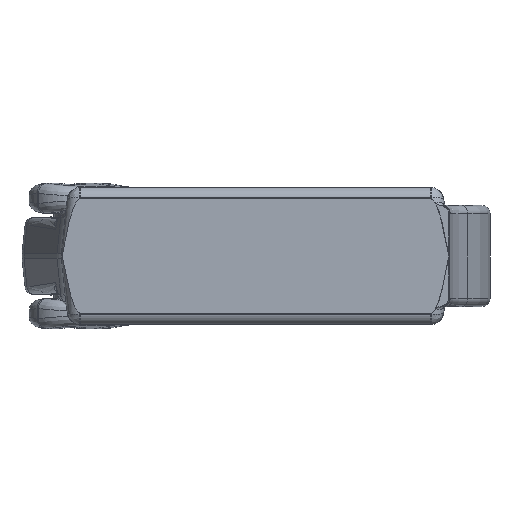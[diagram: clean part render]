
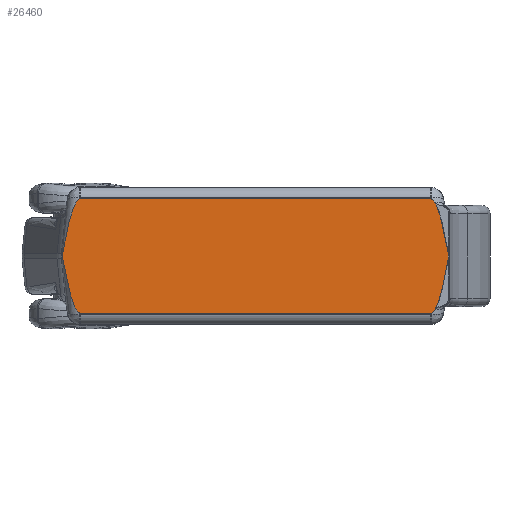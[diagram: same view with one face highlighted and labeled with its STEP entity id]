
A CAD part, front view. The second image highlights one B-rep face of the part: STEP entity #26460.
In plain terms, the highlighted planar face has unit normal (0, -1, 0).
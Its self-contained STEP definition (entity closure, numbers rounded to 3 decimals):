
#789 = VERTEX_POINT ( 'NONE', #24885 ) ;
#1891 = CARTESIAN_POINT ( 'NONE',  ( 47.709, 0.65, -0.656 ) ) ;
#1919 = PLANE ( 'NONE',  #41776 ) ;
#1979 = VECTOR ( 'NONE', #3042, 1000. ) ;
#1988 = EDGE_CURVE ( 'NONE', #23746, #34242, #4625, .T. ) ;
#2032 = CARTESIAN_POINT ( 'NONE',  ( -47.709, 0.65, -0.656 ) ) ;
#3042 = DIRECTION ( 'NONE',  ( 0., 0., 1. ) ) ;
#3312 = CARTESIAN_POINT ( 'NONE',  ( -47.709, 0.65, -0.656 ) ) ;
#3746 = CARTESIAN_POINT ( 'NONE',  ( 47.709, 0.65, -0.656 ) ) ;
#3937 = VECTOR ( 'NONE', #33446, 1000. ) ;
#3975 = ORIENTED_EDGE ( 'NONE', *, *, #29371, .T. ) ;
#4435 = CARTESIAN_POINT ( 'NONE',  ( -43.354, 0.65, -14.163 ) ) ;
#4625 = LINE ( 'NONE', #27026, #18293 ) ;
#4646 = ORIENTED_EDGE ( 'NONE', *, *, #28336, .T. ) ;
#4688 = CARTESIAN_POINT ( 'NONE',  ( -47.709, 0.65, 0.656 ) ) ;
#4936 = CARTESIAN_POINT ( 'NONE',  ( 47.709, 0.65, -0.341 ) ) ;
#5628 = CARTESIAN_POINT ( 'NONE',  ( -46.284, 0.65, -9.135 ) ) ;
#5823 = LINE ( 'NONE', #15738, #1979 ) ;
#6878 = EDGE_LOOP ( 'NONE', ( #19899, #4646, #18697, #34958, #3975, #12359, #13298, #21626, #33425 ) ) ;
#7688 = CARTESIAN_POINT ( 'NONE',  ( -43.354, 0.65, 14.163 ) ) ;
#7885 = VERTEX_POINT ( 'NONE', #26508 ) ;
#8028 = CARTESIAN_POINT ( 'NONE',  ( 46.284, 0.65, -9.135 ) ) ;
#8141 =( BOUNDED_CURVE ( )  B_SPLINE_CURVE ( 3, ( #30623, #24491, #8028, #1891 ),
 .UNSPECIFIED., .F., .F. ) 
 B_SPLINE_CURVE_WITH_KNOTS ( ( 4, 4 ),
 ( 0.015, 1.15 ),
 .UNSPECIFIED. ) 
 CURVE ( )  GEOMETRIC_REPRESENTATION_ITEM ( )  RATIONAL_B_SPLINE_CURVE ( ( 1., 0.895, 0.895, 1. ) ) 
 REPRESENTATION_ITEM ( '' )  );
#8588 = CARTESIAN_POINT ( 'NONE',  ( -43.354, 0.65, -14.163 ) ) ;
#11000 = EDGE_CURVE ( 'NONE', #33929, #789, #30891, .T. ) ;
#11302 = EDGE_CURVE ( 'NONE', #29722, #32850, #38428, .T. ) ;
#12359 = ORIENTED_EDGE ( 'NONE', *, *, #11302, .T. ) ;
#12915 = CARTESIAN_POINT ( 'NONE',  ( -48., 0.65, -14.163 ) ) ;
#13298 = ORIENTED_EDGE ( 'NONE', *, *, #39605, .T. ) ;
#13488 = EDGE_CURVE ( 'NONE', #7885, #23746, #23854, .T. ) ;
#14186 = VECTOR ( 'NONE', #28733, 1000. ) ;
#14587 = VERTEX_POINT ( 'NONE', #3746 ) ;
#14611 = DIRECTION ( 'NONE',  ( 0., 1., 0. ) ) ;
#15082 = EDGE_CURVE ( 'NONE', #14587, #40006, #37217, .T. ) ;
#15738 = CARTESIAN_POINT ( 'NONE',  ( 47.709, 0.65, 0.341 ) ) ;
#16696 = LINE ( 'NONE', #29556, #14186 ) ;
#17404 = CARTESIAN_POINT ( 'NONE',  ( -47.709, 0.65, 0.656 ) ) ;
#17616 = EDGE_CURVE ( 'NONE', #40006, #33929, #5823, .T. ) ;
#18109 = CARTESIAN_POINT ( 'NONE',  ( 44.662, 0.65, 14.163 ) ) ;
#18199 = CARTESIAN_POINT ( 'NONE',  ( 47.709, 0.65, 0. ) ) ;
#18293 = VECTOR ( 'NONE', #30410, 1000. ) ;
#18697 = ORIENTED_EDGE ( 'NONE', *, *, #13488, .T. ) ;
#18913 = CARTESIAN_POINT ( 'NONE',  ( 43.354, 0.65, -14.163 ) ) ;
#19899 = ORIENTED_EDGE ( 'NONE', *, *, #11000, .T. ) ;
#20575 = CARTESIAN_POINT ( 'NONE',  ( -44.662, 0.65, 14.163 ) ) ;
#21374 = DIRECTION ( 'NONE',  ( -1., 0., 0. ) ) ;
#21385 = CARTESIAN_POINT ( 'NONE',  ( 47.709, 0.65, 0.656 ) ) ;
#21626 = ORIENTED_EDGE ( 'NONE', *, *, #15082, .T. ) ;
#23746 = VERTEX_POINT ( 'NONE', #4688 ) ;
#23854 =( BOUNDED_CURVE ( )  B_SPLINE_CURVE ( 3, ( #7688, #20575, #29859, #17404 ),
 .UNSPECIFIED., .F., .F. ) 
 B_SPLINE_CURVE_WITH_KNOTS ( ( 4, 4 ),
 ( 3.156, 4.292 ),
 .UNSPECIFIED. ) 
 CURVE ( )  GEOMETRIC_REPRESENTATION_ITEM ( )  RATIONAL_B_SPLINE_CURVE ( ( 1., 0.895, 0.895, 1. ) ) 
 REPRESENTATION_ITEM ( '' )  );
#24312 = FACE_OUTER_BOUND ( 'NONE', #6878, .T. ) ;
#24445 = CARTESIAN_POINT ( 'NONE',  ( 46.284, 0.65, 9.135 ) ) ;
#24491 = CARTESIAN_POINT ( 'NONE',  ( 44.662, 0.65, -14.163 ) ) ;
#24857 = CARTESIAN_POINT ( 'NONE',  ( 47.709, 0.65, 0.656 ) ) ;
#24885 = CARTESIAN_POINT ( 'NONE',  ( 43.354, 0.65, 14.163 ) ) ;
#26460 = ADVANCED_FACE ( 'NONE', ( #24312 ), #1919, .F. ) ;
#26508 = CARTESIAN_POINT ( 'NONE',  ( -43.354, 0.65, 14.163 ) ) ;
#27026 = CARTESIAN_POINT ( 'NONE',  ( -47.709, 0.65, -0.6 ) ) ;
#27597 = CARTESIAN_POINT ( 'NONE',  ( -44.662, 0.65, -14.163 ) ) ;
#27895 = CARTESIAN_POINT ( 'NONE',  ( 48., 0.65, -20.219 ) ) ;
#28336 = EDGE_CURVE ( 'NONE', #789, #7885, #16696, .T. ) ;
#28733 = DIRECTION ( 'NONE',  ( -1., 0., 0. ) ) ;
#28763 = DIRECTION ( 'NONE',  ( 1., 0., 0. ) ) ;
#29371 = EDGE_CURVE ( 'NONE', #34242, #29722, #39327, .T. ) ;
#29556 = CARTESIAN_POINT ( 'NONE',  ( -48., 0.65, 14.163 ) ) ;
#29722 = VERTEX_POINT ( 'NONE', #4435 ) ;
#29859 = CARTESIAN_POINT ( 'NONE',  ( -46.284, 0.65, 9.135 ) ) ;
#30410 = DIRECTION ( 'NONE',  ( 0., 0., -1. ) ) ;
#30623 = CARTESIAN_POINT ( 'NONE',  ( 43.354, 0.65, -14.163 ) ) ;
#30891 =( BOUNDED_CURVE ( )  B_SPLINE_CURVE ( 3, ( #24857, #24445, #18109, #30983 ),
 .UNSPECIFIED., .F., .F. ) 
 B_SPLINE_CURVE_WITH_KNOTS ( ( 4, 4 ),
 ( 5.133, 6.269 ),
 .UNSPECIFIED. ) 
 CURVE ( )  GEOMETRIC_REPRESENTATION_ITEM ( )  RATIONAL_B_SPLINE_CURVE ( ( 1., 0.895, 0.895, 1. ) ) 
 REPRESENTATION_ITEM ( '' )  );
#30983 = CARTESIAN_POINT ( 'NONE',  ( 43.354, 0.65, 14.163 ) ) ;
#32850 = VERTEX_POINT ( 'NONE', #18913 ) ;
#33425 = ORIENTED_EDGE ( 'NONE', *, *, #17616, .T. ) ;
#33446 = DIRECTION ( 'NONE',  ( 0., 0., 1. ) ) ;
#33929 = VERTEX_POINT ( 'NONE', #21385 ) ;
#34242 = VERTEX_POINT ( 'NONE', #3312 ) ;
#34843 = VECTOR ( 'NONE', #28763, 1000. ) ;
#34958 = ORIENTED_EDGE ( 'NONE', *, *, #1988, .T. ) ;
#37217 = LINE ( 'NONE', #4936, #3937 ) ;
#38428 = LINE ( 'NONE', #12915, #34843 ) ;
#39327 =( BOUNDED_CURVE ( )  B_SPLINE_CURVE ( 3, ( #2032, #5628, #27597, #8588 ),
 .UNSPECIFIED., .F., .F. ) 
 B_SPLINE_CURVE_WITH_KNOTS ( ( 4, 4 ),
 ( 1.991, 3.127 ),
 .UNSPECIFIED. ) 
 CURVE ( )  GEOMETRIC_REPRESENTATION_ITEM ( )  RATIONAL_B_SPLINE_CURVE ( ( 1., 0.895, 0.895, 1. ) ) 
 REPRESENTATION_ITEM ( '' )  );
#39605 = EDGE_CURVE ( 'NONE', #32850, #14587, #8141, .T. ) ;
#40006 = VERTEX_POINT ( 'NONE', #18199 ) ;
#41776 = AXIS2_PLACEMENT_3D ( 'NONE', #27895, #14611, #21374 ) ;
